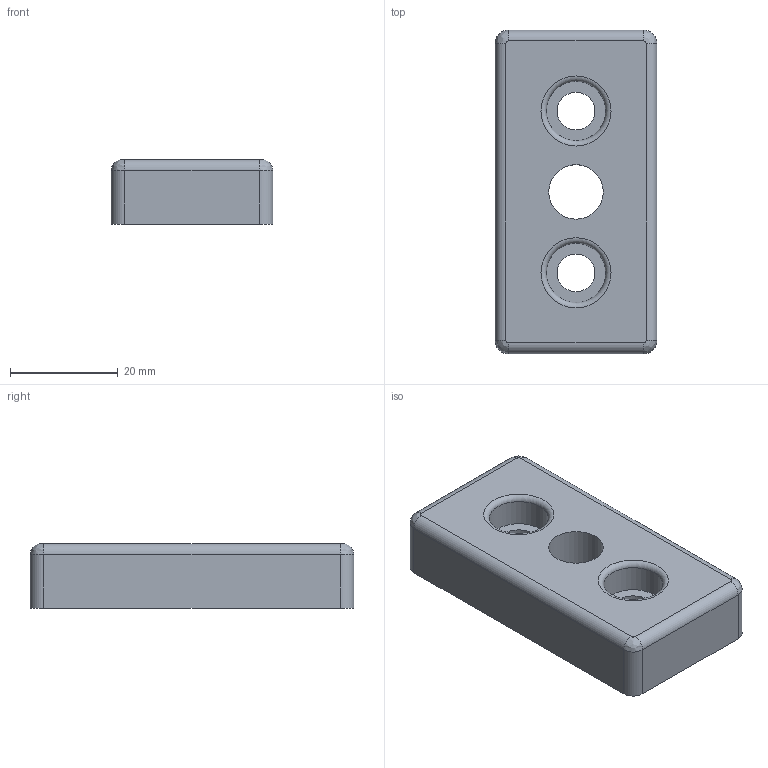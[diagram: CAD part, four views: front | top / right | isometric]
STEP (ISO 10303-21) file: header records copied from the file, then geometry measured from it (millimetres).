
FILE_DESCRIPTION(/* description */ ('KriTec Transport- und Fußplatte 6 Zn 60x30x12 M12, schwarz'),/* implementation_level */ '2;1');
FILE_NAME(/* name */ '11332_KriTec_Transport-_und_Fussplatte_6_Zn_60x30x12_M12_schwarz.stp',/* time_stamp */ '2021-06-09T10:47:19+02:00',/* author */ ('Nell'),/* organization */ (''),/* preprocessor_version */ 'ST-DEVELOPER v17',/* originating_system */ 'Autodesk Inventor 2018',/* authorisation */ ' ');
FILE_SCHEMA (('AUTOMOTIVE_DESIGN { 1 0 10303 214 3 1 1 }'));
Length unit declared in the file: millimetre
Products named in the file (1): 11332
Bounding box: 30 x 60 x 12 mm (x, y, z)
Volume: 15355.5 mm3; surface area: 8676.7 mm2
Topology: 1 solids, 1 shells, 107 faces, 286 edges, 191 vertices
Faces by surface type: cylinder 57, plane 44, bspline 4, torus 2
Full cylindrical faces by diameter (mm): 7 x2, 10.106 x1, 11 x2
Entity records: 3468 total; most frequent: DIRECTION 627, CARTESIAN_POINT 617, ORIENTED_EDGE 572, EDGE_CURVE 286, AXIS2_PLACEMENT_3D 237, VERTEX_POINT 191, LINE 153, VECTOR 153
